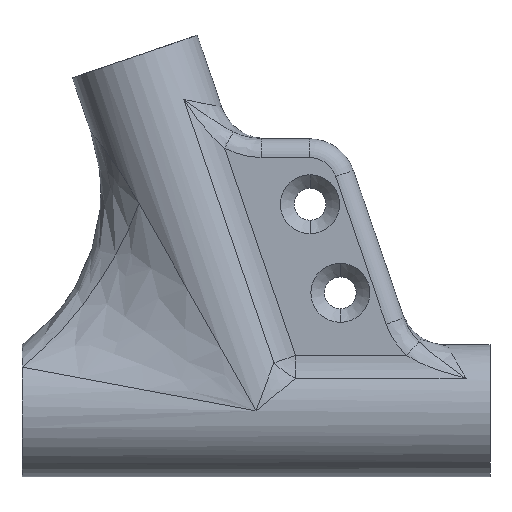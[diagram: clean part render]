
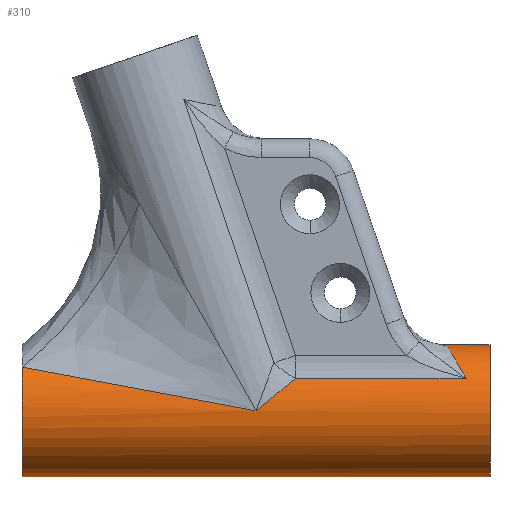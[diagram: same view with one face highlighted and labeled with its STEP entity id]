
A CAD part, left-side view. The second image highlights one B-rep face of the part: STEP entity #310.
In plain terms, the highlighted cylindrical face has radius 7.05 mm (diameter 14.1 mm), a partial arc.
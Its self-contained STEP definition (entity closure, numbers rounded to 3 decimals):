
#85 = CARTESIAN_POINT ( 'NONE',  ( -6.143, -22.444, 3.459 ) ) ;
#164 = EDGE_CURVE ( 'NONE', #3087, #3146, #2906, .T. ) ;
#192 = CARTESIAN_POINT ( 'NONE',  ( -4.956, -21.212, 5.567 ) ) ;
#231 = EDGE_CURVE ( 'NONE', #1034, #1217, #1905, .T. ) ;
#250 = VERTEX_POINT ( 'NONE', #1421 ) ;
#262 = AXIS2_PLACEMENT_3D ( 'NONE', #2832, #1832, #578 ) ;
#310 = ADVANCED_FACE ( 'NONE', ( #962 ), #490, .T. ) ;
#428 = CARTESIAN_POINT ( 'NONE',  ( -6.741, -2.929, 2.397 ) ) ;
#490 = CYLINDRICAL_SURFACE ( 'NONE', #2425, 7.05 ) ;
#522 =( BOUNDED_CURVE ( )  B_SPLINE_CURVE ( 3, ( #1645, #1902, #2634, #1396 ),
 .UNSPECIFIED., .F., .T. ) 
 B_SPLINE_CURVE_WITH_KNOTS ( ( 4, 4 ),
 ( 1.571, 2.293 ),
 .UNSPECIFIED. ) 
 CURVE ( )  GEOMETRIC_REPRESENTATION_ITEM ( )  RATIONAL_B_SPLINE_CURVE ( ( 1., 0.957, 0.957, 1. ) ) 
 REPRESENTATION_ITEM ( '' )  );
#578 = DIRECTION ( 'NONE',  ( 0., 0., 1. ) ) ;
#607 = CARTESIAN_POINT ( 'NONE',  ( -0.5, -20.356, 7.032 ) ) ;
#627 = CARTESIAN_POINT ( 'NONE',  ( -6.143, 25., 3.459 ) ) ;
#646 = CARTESIAN_POINT ( 'NONE',  ( -5.292, 25., 4.658 ) ) ;
#707 =( BOUNDED_CURVE ( )  B_SPLINE_CURVE ( 3, ( #2205, #3219, #192, #2467 ),
 .UNSPECIFIED., .F., .T. ) 
 B_SPLINE_CURVE_WITH_KNOTS ( ( 4, 4 ),
 ( 3.213, 4.2 ),
 .UNSPECIFIED. ) 
 CURVE ( )  GEOMETRIC_REPRESENTATION_ITEM ( )  RATIONAL_B_SPLINE_CURVE ( ( 1., 0.92, 0.92, 1. ) ) 
 REPRESENTATION_ITEM ( '' )  );
#758 = VERTEX_POINT ( 'NONE', #646 ) ;
#786 = ORIENTED_EDGE ( 'NONE', *, *, #2968, .T. ) ;
#913 = CARTESIAN_POINT ( 'NONE',  ( -0.5, 25., 7.032 ) ) ;
#946 = CARTESIAN_POINT ( 'NONE',  ( 0., 25., 0. ) ) ;
#962 = FACE_OUTER_BOUND ( 'NONE', #2669, .T. ) ;
#983 = CARTESIAN_POINT ( 'NONE',  ( 0., -25., -7.05 ) ) ;
#1034 = VERTEX_POINT ( 'NONE', #1208 ) ;
#1208 = CARTESIAN_POINT ( 'NONE',  ( 0., 25., -7.05 ) ) ;
#1217 = VERTEX_POINT ( 'NONE', #983 ) ;
#1286 = VECTOR ( 'NONE', #1386, 1000. ) ;
#1334 = DIRECTION ( 'NONE',  ( 0., 1., 0. ) ) ;
#1345 = AXIS2_PLACEMENT_3D ( 'NONE', #1791, #1334, #1352 ) ;
#1352 = DIRECTION ( 'NONE',  ( 0., 0., 1. ) ) ;
#1359 = VERTEX_POINT ( 'NONE', #1769 ) ;
#1386 = DIRECTION ( 'NONE',  ( 0., -1., 0. ) ) ;
#1396 = CARTESIAN_POINT ( 'NONE',  ( -5.292, 25., 4.658 ) ) ;
#1401 = ORIENTED_EDGE ( 'NONE', *, *, #2823, .T. ) ;
#1421 = CARTESIAN_POINT ( 'NONE',  ( -7.05, 0., 0. ) ) ;
#1498 = EDGE_CURVE ( 'NONE', #2891, #1359, #1860, .T. ) ;
#1558 = CIRCLE ( 'NONE', #1345, 7.05 ) ;
#1621 = DIRECTION ( 'NONE',  ( 0., 1., 0. ) ) ;
#1645 = CARTESIAN_POINT ( 'NONE',  ( -7.05, 0., 0. ) ) ;
#1664 = CIRCLE ( 'NONE', #262, 7.05 ) ;
#1769 = CARTESIAN_POINT ( 'NONE',  ( -6.143, -4.226, 3.459 ) ) ;
#1780 = ORIENTED_EDGE ( 'NONE', *, *, #2329, .F. ) ;
#1791 = CARTESIAN_POINT ( 'NONE',  ( 0., 25., 0. ) ) ;
#1810 = CARTESIAN_POINT ( 'NONE',  ( -0.5, -25., 7.032 ) ) ;
#1832 = DIRECTION ( 'NONE',  ( 0., 1., 0. ) ) ;
#1860 = LINE ( 'NONE', #627, #2699 ) ;
#1881 = EDGE_CURVE ( 'NONE', #250, #758, #522, .T. ) ;
#1893 = ORIENTED_EDGE ( 'NONE', *, *, #231, .T. ) ;
#1902 = CARTESIAN_POINT ( 'NONE',  ( -7.05, 9.307, 1.734 ) ) ;
#1905 = LINE ( 'NONE', #2676, #1286 ) ;
#1928 = CARTESIAN_POINT ( 'NONE',  ( -7.05, 0., 0. ) ) ;
#1940 = DIRECTION ( 'NONE',  ( 0., -1., 0. ) ) ;
#2002 = ORIENTED_EDGE ( 'NONE', *, *, #164, .T. ) ;
#2205 = CARTESIAN_POINT ( 'NONE',  ( -0.5, -20.356, 7.032 ) ) ;
#2329 = EDGE_CURVE ( 'NONE', #1034, #758, #1558, .T. ) ;
#2405 =( BOUNDED_CURVE ( )  B_SPLINE_CURVE ( 3, ( #2429, #428, #2945, #1928 ),
 .UNSPECIFIED., .F., .T. ) 
 B_SPLINE_CURVE_WITH_KNOTS ( ( 4, 4 ),
 ( 1.058, 1.571 ),
 .UNSPECIFIED. ) 
 CURVE ( )  GEOMETRIC_REPRESENTATION_ITEM ( )  RATIONAL_B_SPLINE_CURVE ( ( 1., 0.978, 0.978, 1. ) ) 
 REPRESENTATION_ITEM ( '' )  );
#2425 = AXIS2_PLACEMENT_3D ( 'NONE', #946, #1940, #2991 ) ;
#2429 = CARTESIAN_POINT ( 'NONE',  ( -6.143, -4.226, 3.459 ) ) ;
#2467 = CARTESIAN_POINT ( 'NONE',  ( -6.143, -22.444, 3.459 ) ) ;
#2519 = ORIENTED_EDGE ( 'NONE', *, *, #2554, .T. ) ;
#2554 = EDGE_CURVE ( 'NONE', #3146, #2891, #707, .T. ) ;
#2634 = CARTESIAN_POINT ( 'NONE',  ( -6.438, 18.014, 3.356 ) ) ;
#2669 = EDGE_LOOP ( 'NONE', ( #1780, #1893, #1401, #2002, #2519, #2903, #786, #2851 ) ) ;
#2676 = CARTESIAN_POINT ( 'NONE',  ( 0., 25., -7.05 ) ) ;
#2699 = VECTOR ( 'NONE', #1621, 1000. ) ;
#2744 = VECTOR ( 'NONE', #2862, 1000. ) ;
#2823 = EDGE_CURVE ( 'NONE', #1217, #3087, #1664, .T. ) ;
#2832 = CARTESIAN_POINT ( 'NONE',  ( 0., -25., 0. ) ) ;
#2851 = ORIENTED_EDGE ( 'NONE', *, *, #1881, .T. ) ;
#2862 = DIRECTION ( 'NONE',  ( 0., 1., 0. ) ) ;
#2891 = VERTEX_POINT ( 'NONE', #85 ) ;
#2903 = ORIENTED_EDGE ( 'NONE', *, *, #1498, .T. ) ;
#2906 = LINE ( 'NONE', #913, #2744 ) ;
#2945 = CARTESIAN_POINT ( 'NONE',  ( -7.05, -1.489, 1.218 ) ) ;
#2968 = EDGE_CURVE ( 'NONE', #1359, #250, #2405, .T. ) ;
#2991 = DIRECTION ( 'NONE',  ( 0., 0., -1. ) ) ;
#3087 = VERTEX_POINT ( 'NONE', #1810 ) ;
#3146 = VERTEX_POINT ( 'NONE', #607 ) ;
#3219 = CARTESIAN_POINT ( 'NONE',  ( -2.913, -20.456, 6.861 ) ) ;
